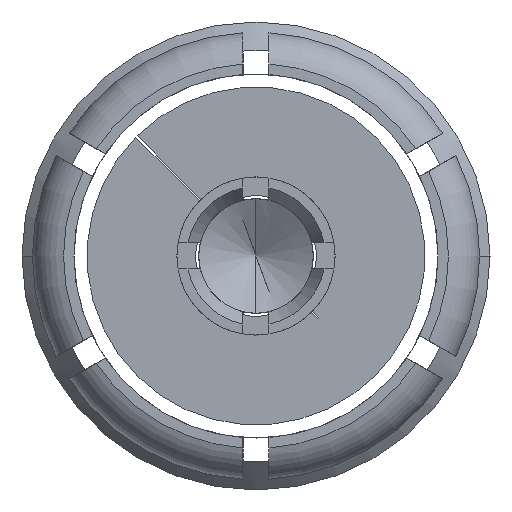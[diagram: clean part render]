
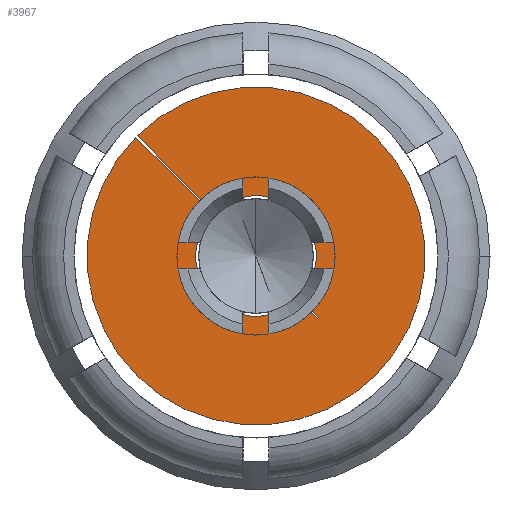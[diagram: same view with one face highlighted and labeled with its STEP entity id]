
A CAD part, left-side view. The second image highlights one B-rep face of the part: STEP entity #3967.
In plain terms, the highlighted planar face has unit normal (-1, 0, 0).
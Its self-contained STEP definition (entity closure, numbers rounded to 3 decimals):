
#3853=DIRECTION('',(0.,0.707,0.707));
#3854=VECTOR('',#3853,1.045);
#3855=CARTESIAN_POINT('',(-5.,0.403,0.417));
#3856=LINE('',#3855,#3854);
#3857=CARTESIAN_POINT('',(-5.,0.,0.));
#3858=DIRECTION('',(1.,0.,0.));
#3859=DIRECTION('',(0.,0.703,0.711));
#3860=AXIS2_PLACEMENT_3D('',#3857,#3858,#3859);
#3862=DIRECTION('',(0.,-0.707,-0.707));
#3863=VECTOR('',#3862,1.045);
#3864=CARTESIAN_POINT('',(-5.,1.156,1.142));
#3865=LINE('',#3864,#3863);
#3866=CARTESIAN_POINT('',(-5.,0.,0.));
#3867=DIRECTION('',(-1.,0.,0.));
#3868=DIRECTION('',(0.,0.719,0.695));
#3869=AXIS2_PLACEMENT_3D('',#3866,#3867,#3868);
#3871=DIRECTION('',(0.,-0.707,-0.707));
#3872=VECTOR('',#3871,0.26);
#3873=CARTESIAN_POINT('',(-5.,-0.403,-0.417));
#3874=LINE('',#3873,#3872);
#3875=DIRECTION('',(0.,-0.707,0.707));
#3876=VECTOR('',#3875,0.02);
#3877=CARTESIAN_POINT('',(-5.,-0.587,-0.601));
#3878=LINE('',#3877,#3876);
#3879=DIRECTION('',(0.,0.707,0.707));
#3880=VECTOR('',#3879,0.26);
#3881=CARTESIAN_POINT('',(-5.,-0.601,-0.587));
#3882=LINE('',#3881,#3880);
#3883=CARTESIAN_POINT('',(-5.,0.,0.));
#3884=DIRECTION('',(-1.,0.,0.));
#3885=DIRECTION('',(0.,-0.719,-0.695));
#3886=AXIS2_PLACEMENT_3D('',#3883,#3884,#3885);
#3904=CARTESIAN_POINT('',(-5.,1.142,1.156));
#3905=CARTESIAN_POINT('',(-5.,0.403,0.417));
#3906=VERTEX_POINT('',#3904);
#3907=VERTEX_POINT('',#3905);
#3908=CARTESIAN_POINT('',(-5.,-0.417,-0.403));
#3909=CARTESIAN_POINT('',(-5.,-0.601,-0.587));
#3910=VERTEX_POINT('',#3908);
#3911=VERTEX_POINT('',#3909);
#3912=CARTESIAN_POINT('',(-5.,-0.587,-0.601));
#3913=VERTEX_POINT('',#3912);
#3914=CARTESIAN_POINT('',(-5.,-0.403,-0.417));
#3915=VERTEX_POINT('',#3914);
#3916=CARTESIAN_POINT('',(-5.,0.417,0.403));
#3917=CARTESIAN_POINT('',(-5.,1.156,1.142));
#3918=VERTEX_POINT('',#3916);
#3919=VERTEX_POINT('',#3917);
#3944=CARTESIAN_POINT('',(-5.,0.,0.));
#3945=DIRECTION('',(1.,0.,0.));
#3946=DIRECTION('',(0.,-1.,0.));
#3947=AXIS2_PLACEMENT_3D('',#3944,#3945,#3946);
#3948=PLANE('',#3947);
#3950=ORIENTED_EDGE('',*,*,#3949,.T.);
#3952=ORIENTED_EDGE('',*,*,#3951,.T.);
#3954=ORIENTED_EDGE('',*,*,#3953,.T.);
#3956=ORIENTED_EDGE('',*,*,#3955,.T.);
#3958=ORIENTED_EDGE('',*,*,#3957,.T.);
#3960=ORIENTED_EDGE('',*,*,#3959,.T.);
#3962=ORIENTED_EDGE('',*,*,#3961,.T.);
#3964=ORIENTED_EDGE('',*,*,#3963,.T.);
#3965=EDGE_LOOP('',(#3950,#3952,#3954,#3956,#3958,#3960,#3962,#3964));
#3966=FACE_OUTER_BOUND('',#3965,.F.);
#3861=CIRCLE('',#3860,1.625);
#3870=CIRCLE('',#3869,0.58);
#3887=CIRCLE('',#3886,0.58);
#3949=EDGE_CURVE('',#3907,#3906,#3856,.T.);
#3951=EDGE_CURVE('',#3906,#3919,#3861,.T.);
#3953=EDGE_CURVE('',#3919,#3918,#3865,.T.);
#3955=EDGE_CURVE('',#3918,#3915,#3870,.T.);
#3957=EDGE_CURVE('',#3915,#3913,#3874,.T.);
#3959=EDGE_CURVE('',#3913,#3911,#3878,.T.);
#3961=EDGE_CURVE('',#3911,#3910,#3882,.T.);
#3963=EDGE_CURVE('',#3910,#3907,#3887,.T.);
#3967=ADVANCED_FACE('',(#3966),#3948,.F.);
